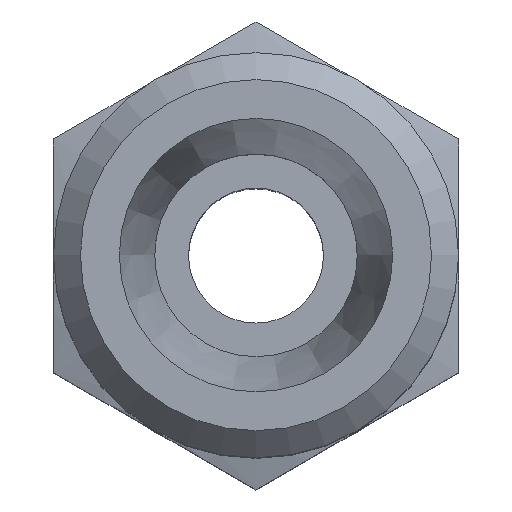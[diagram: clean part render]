
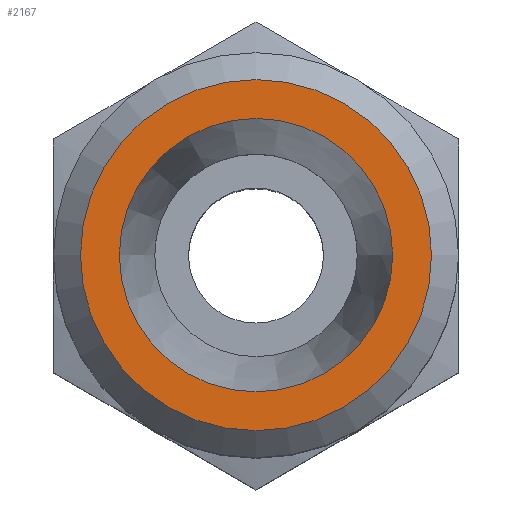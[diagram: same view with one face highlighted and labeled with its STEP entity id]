
A CAD part, top view. The second image highlights one B-rep face of the part: STEP entity #2167.
In plain terms, the highlighted planar face has unit normal (0, 0, 1).
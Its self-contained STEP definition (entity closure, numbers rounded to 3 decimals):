
#2052=CARTESIAN_POINT('',(4.05,0.,29.));
#2053=VERTEX_POINT('',#2052);
#2054=CARTESIAN_POINT('',(0.0,0.0,29.));
#2055=DIRECTION('',(0.0,0.0,-1.0));
#2056=DIRECTION('',(-1.0,0.0,0.0));
#2057=AXIS2_PLACEMENT_3D('',#2054,#2055,#2056);
#2058=CIRCLE('',#2057,4.05);
#2059=EDGE_CURVE('',#2053,#2053,#2058,.T.);
#2144=CARTESIAN_POINT('',(5.2,0.,29.));
#2145=VERTEX_POINT('',#2144);
#2146=CARTESIAN_POINT('',(0.0,0.0,29.));
#2147=DIRECTION('',(0.0,0.0,-1.0));
#2148=DIRECTION('',(-1.0,0.0,0.0));
#2149=AXIS2_PLACEMENT_3D('',#2146,#2147,#2148);
#2150=CIRCLE('',#2149,5.2);
#2151=EDGE_CURVE('',#2145,#2145,#2150,.T.);
#2156=CARTESIAN_POINT('',(0.,0.,29.));
#2157=DIRECTION('',(0.0,0.0,1.0));
#2158=DIRECTION('',(1.0,0.0,0.0));
#2159=AXIS2_PLACEMENT_3D('',#2156,#2157,#2158);
#2160=PLANE('',#2159);
#2161=ORIENTED_EDGE('',*,*,#2151,.F.);
#2162=EDGE_LOOP('',(#2161));
#2163=FACE_OUTER_BOUND('',#2162,.T.);
#2164=ORIENTED_EDGE('',*,*,#2059,.T.);
#2165=EDGE_LOOP('',(#2164));
#2166=FACE_BOUND('',#2165,.T.);
#2167=ADVANCED_FACE('',(#2163,#2166),#2160,.T.);
